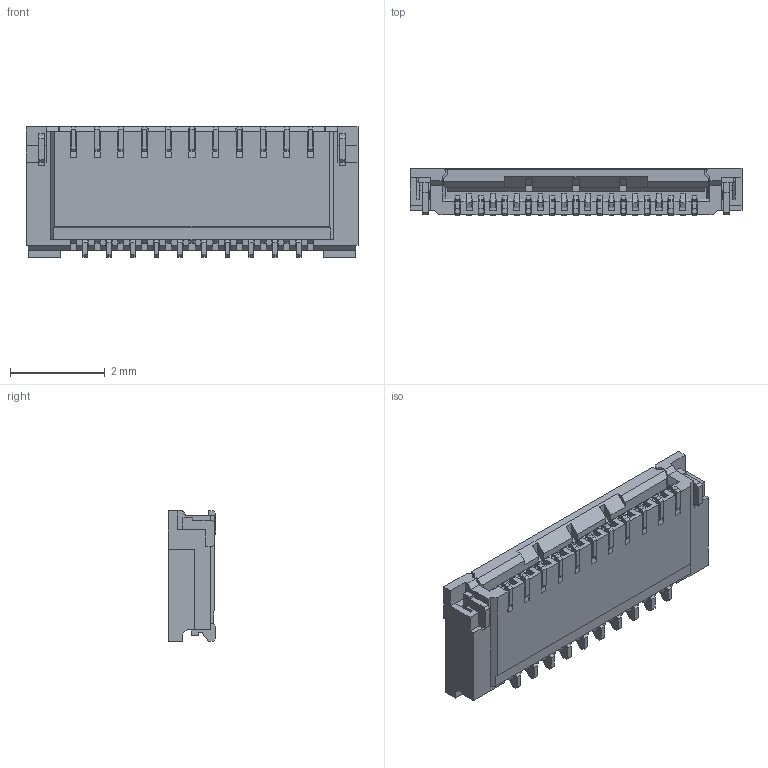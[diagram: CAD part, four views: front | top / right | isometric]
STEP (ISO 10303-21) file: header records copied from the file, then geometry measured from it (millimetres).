
FILE_DESCRIPTION(('FreeCAD Model'),'2;1');
FILE_NAME('GPIO-RED-502078-2110-C.step','2017-07-27T11:54:34',('kicad StepUp'),( 'ksu MCAD'),'Open CASCADE STEP processor 7.1','FreeCAD','Unknown');
FILE_SCHEMA(('AUTOMOTIVE_DESIGN_CC2 { 1 2 10303 214 -1 1 5 4 }'));
Length unit declared in the file: millimetre
Products named in the file (1): GPIO-RED-502078-2110-C
Bounding box: 7 x 1 x 2.75 mm (x, y, z)
Volume: 11.3 mm3; surface area: 160.1 mm2
Topology: 1 solids, 1 shells, 1559 faces, 4404 edges, 2902 vertices
Faces by surface type: plane 1400, cylinder 159
Entity records: 49603 total; most frequent: CARTESIAN_POINT 8876, ORIENTED_EDGE 8808, DIRECTION 7840, EDGE_CURVE 4404, LINE 4084, VECTOR 4084, VERTEX_POINT 2902, AXIS2_PLACEMENT_3D 1878
